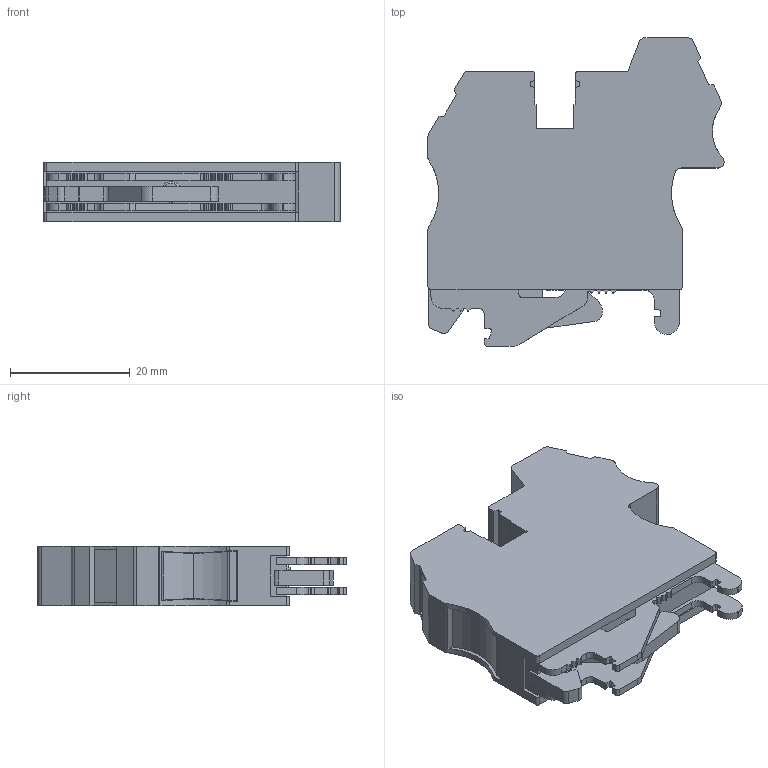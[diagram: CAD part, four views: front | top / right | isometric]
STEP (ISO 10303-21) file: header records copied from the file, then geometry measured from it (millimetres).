
FILE_DESCRIPTION (( 'STEP AP214' ), '1' );
FILE_NAME ('334230_AVK 10T RD 4.STP', '2013-11-12T10:44:46', ( 'arge' ), ( 'Microsoft' ), 'SwSTEP 2.0', 'SolidWorks 2013', '' );
FILE_SCHEMA (( 'AUTOMOTIVE_DESIGN' ));
Length unit declared in the file: millimetre
Products named in the file (1): 334230_AVK 10T RD 4
Bounding box: 49.37 x 51.44 x 10 mm (x, y, z)
Volume: 16021.2 mm3; surface area: 6466.9 mm2
Topology: 1 solids, 3 shells, 375 faces, 1111 edges, 744 vertices
Faces by surface type: plane 230, cylinder 139, cone 6
Entity records: 16301 total; most frequent: CARTESIAN_POINT 2340, ORIENTED_EDGE 2222, DIRECTION 2088, EDGE_CURVE 1111, LINE 816, VECTOR 816, VERTEX_POINT 744, AXIS2_PLACEMENT_3D 636
